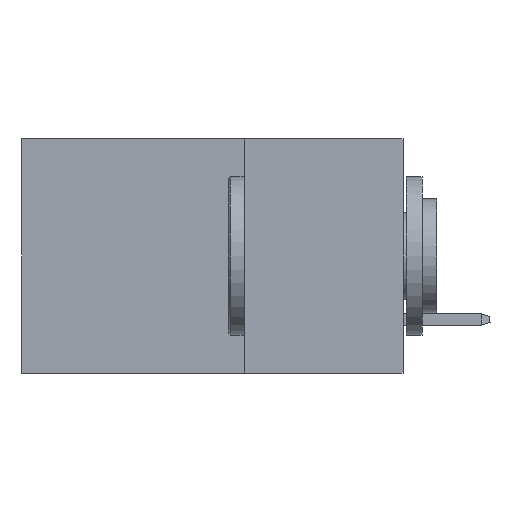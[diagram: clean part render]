
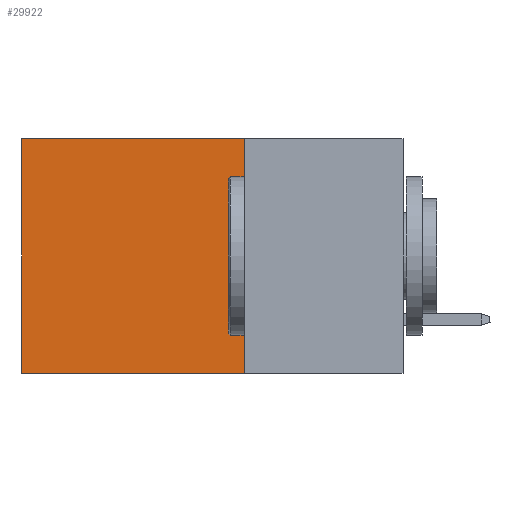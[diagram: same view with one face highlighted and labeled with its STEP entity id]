
A CAD part, left-side view. The second image highlights one B-rep face of the part: STEP entity #29922.
In plain terms, the highlighted planar face has unit normal (-1, 0, 0).
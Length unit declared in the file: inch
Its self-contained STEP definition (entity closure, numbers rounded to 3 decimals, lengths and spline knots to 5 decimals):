
#418 = CARTESIAN_POINT ( 'NONE',  ( 0.2875, 0.25, 0. ) ) ;
#1200 = CARTESIAN_POINT ( 'NONE',  ( 0.2875, 0.25, 0. ) ) ;
#1583 = VECTOR ( 'NONE', #1970, 39.37008 ) ;
#1585 = EDGE_LOOP ( 'NONE', ( #28407, #43182, #6970, #16095 ) ) ;
#1970 = DIRECTION ( 'NONE',  ( 0., 1., 0. ) ) ;
#2448 = EDGE_CURVE ( 'NONE', #18517, #26596, #12967, .T. ) ;
#2647 = EDGE_CURVE ( 'NONE', #5824, #23322, #44508, .T. ) ;
#3708 = PLANE ( 'NONE',  #14944 ) ;
#5824 = VERTEX_POINT ( 'NONE', #7467 ) ;
#5974 = DIRECTION ( 'NONE',  ( 0., 1., 0. ) ) ;
#6649 = DIRECTION ( 'NONE',  ( 0., 0., -1. ) ) ;
#6970 = ORIENTED_EDGE ( 'NONE', *, *, #40093, .F. ) ;
#7424 = CARTESIAN_POINT ( 'NONE',  ( 0.2875, 0.25, 0. ) ) ;
#7467 = CARTESIAN_POINT ( 'NONE',  ( 0.2875, 0.25, -0.37 ) ) ;
#11396 = DIRECTION ( 'NONE',  ( 0., 0., -1. ) ) ;
#12967 = LINE ( 'NONE', #37826, #18240 ) ;
#14944 = AXIS2_PLACEMENT_3D ( 'NONE', #7424, #17676, #11396 ) ;
#16095 = ORIENTED_EDGE ( 'NONE', *, *, #2448, .T. ) ;
#17676 = DIRECTION ( 'NONE',  ( 1., 0., 0. ) ) ;
#18240 = VECTOR ( 'NONE', #5974, 39.37008 ) ;
#18314 = CARTESIAN_POINT ( 'NONE',  ( 0.2875, 0.6, 0. ) ) ;
#18517 = VERTEX_POINT ( 'NONE', #418 ) ;
#21677 = DIRECTION ( 'NONE',  ( 0., 0., -1. ) ) ;
#22778 = VECTOR ( 'NONE', #21677, 39.37008 ) ;
#23322 = VERTEX_POINT ( 'NONE', #28304 ) ;
#23586 = CARTESIAN_POINT ( 'NONE',  ( 0.2875, 0.25, -0.37 ) ) ;
#26596 = VERTEX_POINT ( 'NONE', #18314 ) ;
#26827 = EDGE_CURVE ( 'NONE', #26596, #23322, #34339, .T. ) ;
#28304 = CARTESIAN_POINT ( 'NONE',  ( 0.2875, 0.6, -0.37 ) ) ;
#28407 = ORIENTED_EDGE ( 'NONE', *, *, #26827, .T. ) ;
#29922 = ADVANCED_FACE ( 'NONE', ( #32296 ), #3708, .F. ) ;
#32296 = FACE_OUTER_BOUND ( 'NONE', #1585, .T. ) ;
#34339 = LINE ( 'NONE', #34784, #36372 ) ;
#34784 = CARTESIAN_POINT ( 'NONE',  ( 0.2875, 0.6, 0. ) ) ;
#36372 = VECTOR ( 'NONE', #6649, 39.37008 ) ;
#37826 = CARTESIAN_POINT ( 'NONE',  ( 0.2875, 0.25, 0. ) ) ;
#40093 = EDGE_CURVE ( 'NONE', #18517, #5824, #42594, .T. ) ;
#42594 = LINE ( 'NONE', #1200, #22778 ) ;
#43182 = ORIENTED_EDGE ( 'NONE', *, *, #2647, .F. ) ;
#44508 = LINE ( 'NONE', #23586, #1583 ) ;
